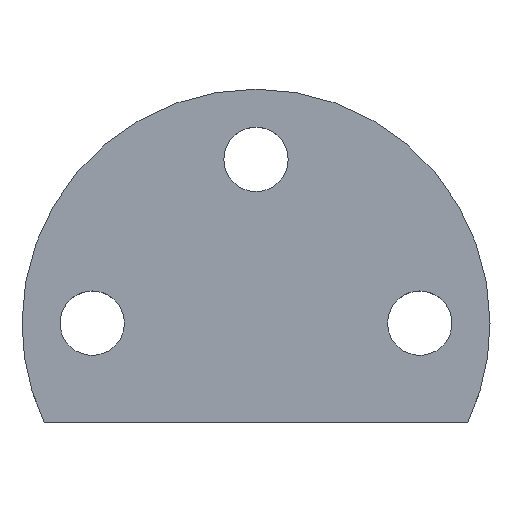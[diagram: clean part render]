
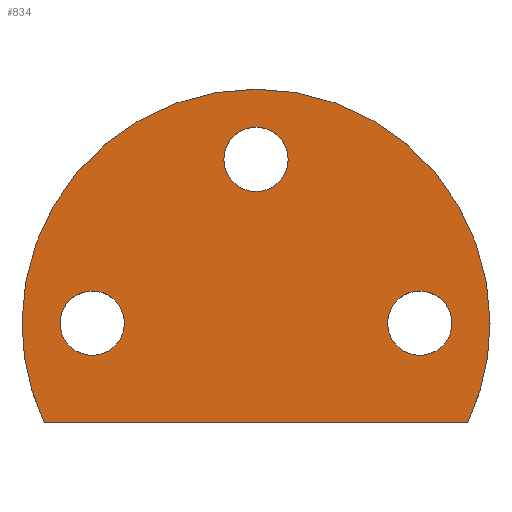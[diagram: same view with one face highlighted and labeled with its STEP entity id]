
A CAD part, top view. The second image highlights one B-rep face of the part: STEP entity #834.
In plain terms, the highlighted planar face has unit normal (0, 0, 1).
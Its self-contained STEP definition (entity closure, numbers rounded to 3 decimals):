
#368=VERTEX_POINT('',#1057);
#406=EDGE_CURVE('',#688,#582,#1098,.T.);
#498=VERTEX_POINT('',#1208);
#570=VERTEX_POINT('',#1293);
#582=VERTEX_POINT('',#1307);
#634=EDGE_CURVE('',#928,#816,#1367,.T.);
#642=EDGE_CURVE('',#920,#570,#1375,.T.);
#650=EDGE_CURVE('',#1022,#368,#1384,.T.);
#670=EDGE_CURVE('',#582,#688,#1405,.T.);
#688=VERTEX_POINT('',#1425);
#692=EDGE_CURVE('',#570,#920,#1429,.T.);
#712=EDGE_CURVE('',#368,#1022,#1449,.T.);
#774=EDGE_CURVE('',#498,#806,#1517,.T.);
#806=VERTEX_POINT('',#1556);
#816=VERTEX_POINT('',#1567);
#834=ADVANCED_FACE('',(#1586,#1587,#1588,#1589),#1590,.T.);
#910=EDGE_CURVE('',#928,#806,#1673,.T.);
#920=VERTEX_POINT('',#1685);
#928=VERTEX_POINT('',#1693);
#958=EDGE_CURVE('',#816,#498,#1725,.T.);
#1022=VERTEX_POINT('',#1793);
#1057=CARTESIAN_POINT('',(22.5,0.,0.));
#1098=CIRCLE('',#1894,5.5);
#1208=CARTESIAN_POINT('',(40.0,0.,0.));
#1293=CARTESIAN_POINT('',(-5.5,28.0,0.));
#1307=CARTESIAN_POINT('',(-33.5,0.,0.));
#1367=CIRCLE('',#2334,40.0);
#1375=CIRCLE('',#2345,5.5);
#1384=CIRCLE('',#2358,5.5);
#1405=CIRCLE('',#2385,5.5);
#1425=CARTESIAN_POINT('',(-22.5,0.0,0.));
#1429=CIRCLE('',#2416,5.5);
#1449=CIRCLE('',#2454,5.5);
#1517=CIRCLE('',#2555,40.0);
#1556=CARTESIAN_POINT('',(36.208,-17.0,0.));
#1567=CARTESIAN_POINT('',(-40.0,0.,0.));
#1586=FACE_OUTER_BOUND('',#2651,.T.);
#1587=FACE_BOUND('',#2652,.T.);
#1588=FACE_BOUND('',#2653,.T.);
#1589=FACE_BOUND('',#2654,.T.);
#1590=PLANE('',#2655);
#1673=LINE('',#2805,#2806);
#1685=CARTESIAN_POINT('',(5.5,28.0,0.));
#1693=CARTESIAN_POINT('',(-36.208,-17.0,0.));
#1725=CIRCLE('',#2896,40.0);
#1793=CARTESIAN_POINT('',(33.5,0.0,0.));
#1894=AXIS2_PLACEMENT_3D('',#3066,#3067,#3068);
#2334=AXIS2_PLACEMENT_3D('',#3437,#3438,#3439);
#2345=AXIS2_PLACEMENT_3D('',#3441,#3442,#3443);
#2358=AXIS2_PLACEMENT_3D('',#3456,#3457,#3458);
#2385=AXIS2_PLACEMENT_3D('',#3475,#3476,#3477);
#2416=AXIS2_PLACEMENT_3D('',#3501,#3502,#3503);
#2454=AXIS2_PLACEMENT_3D('',#3520,#3521,#3522);
#2555=AXIS2_PLACEMENT_3D('',#3608,#3609,#3610);
#2651=EDGE_LOOP('',(#3708,#3709,#3710,#3711));
#2652=EDGE_LOOP('',(#3712,#3713));
#2653=EDGE_LOOP('',(#3714,#3715));
#2654=EDGE_LOOP('',(#3716,#3717));
#2655=AXIS2_PLACEMENT_3D('',#3718,#3719,#3720);
#2805=CARTESIAN_POINT('',(8.104,-17.0,0.));
#2806=VECTOR('',#3798,1.0);
#2896=AXIS2_PLACEMENT_3D('',#3841,#3842,#3843);
#3066=CARTESIAN_POINT('',(-28.0,0.,0.));
#3067=DIRECTION('',(0.0,0.0,-1.0));
#3068=DIRECTION('',(1.0,0.0,0.0));
#3437=CARTESIAN_POINT('',(0.0,0.,0.));
#3438=DIRECTION('',(0.0,0.0,-1.0));
#3439=DIRECTION('',(-1.0,0.,0.0));
#3441=CARTESIAN_POINT('',(0.,28.0,0.));
#3442=DIRECTION('',(0.0,0.0,-1.0));
#3443=DIRECTION('',(1.0,0.0,0.0));
#3456=CARTESIAN_POINT('',(28.0,0.,0.));
#3457=DIRECTION('',(0.0,0.0,-1.0));
#3458=DIRECTION('',(1.0,0.0,0.0));
#3475=CARTESIAN_POINT('',(-28.0,0.,0.));
#3476=DIRECTION('',(0.0,0.0,-1.0));
#3477=DIRECTION('',(1.0,0.0,0.0));
#3501=CARTESIAN_POINT('',(0.,28.0,0.));
#3502=DIRECTION('',(0.0,0.0,-1.0));
#3503=DIRECTION('',(1.0,0.0,0.0));
#3520=CARTESIAN_POINT('',(28.0,0.,0.));
#3521=DIRECTION('',(0.0,0.0,-1.0));
#3522=DIRECTION('',(1.0,0.0,0.0));
#3608=CARTESIAN_POINT('',(0.0,0.,0.));
#3609=DIRECTION('',(0.0,0.0,-1.0));
#3610=DIRECTION('',(-1.0,0.,0.0));
#3708=ORIENTED_EDGE('',*,*,#910,.T.);
#3709=ORIENTED_EDGE('',*,*,#774,.F.);
#3710=ORIENTED_EDGE('',*,*,#958,.F.);
#3711=ORIENTED_EDGE('',*,*,#634,.F.);
#3712=ORIENTED_EDGE('',*,*,#650,.T.);
#3713=ORIENTED_EDGE('',*,*,#712,.T.);
#3714=ORIENTED_EDGE('',*,*,#642,.T.);
#3715=ORIENTED_EDGE('',*,*,#692,.T.);
#3716=ORIENTED_EDGE('',*,*,#406,.T.);
#3717=ORIENTED_EDGE('',*,*,#670,.T.);
#3718=CARTESIAN_POINT('',(-20.0,0.,0.));
#3719=DIRECTION('',(0.0,0.0,1.0));
#3720=DIRECTION('',(-1.0,0.,0.0));
#3798=DIRECTION('',(1.0,0.,0.0));
#3841=CARTESIAN_POINT('',(0.0,0.,0.));
#3842=DIRECTION('',(0.0,0.0,-1.0));
#3843=DIRECTION('',(-1.0,0.,0.0));
